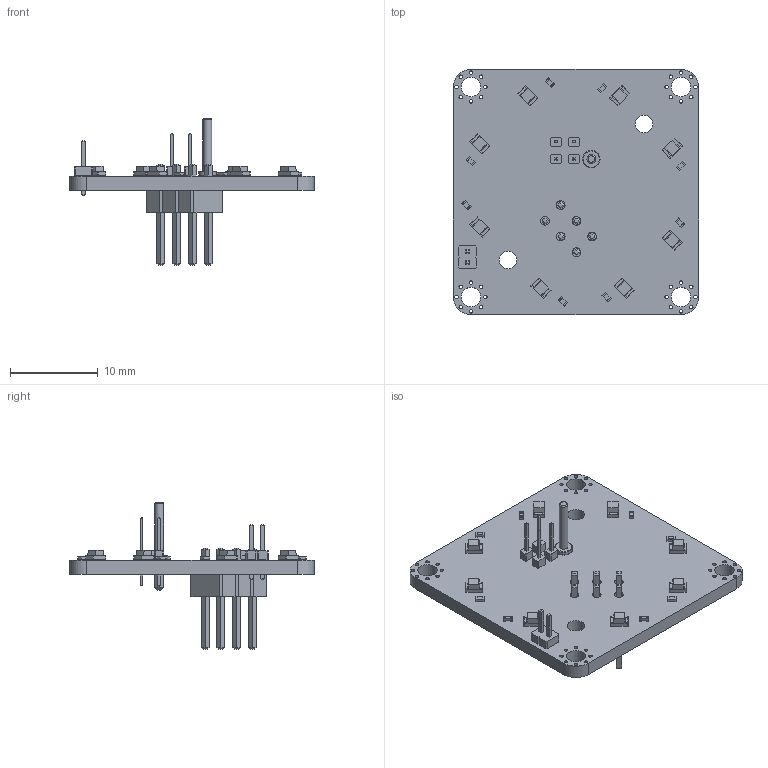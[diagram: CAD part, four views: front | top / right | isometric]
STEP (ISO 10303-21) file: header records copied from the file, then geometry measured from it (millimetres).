
FILE_DESCRIPTION(('KiCad electronic assembly'),'2;1');
FILE_NAME('Illum.step','2021-01-26T14:47:17',('An Author'),('A Company') ,'Open CASCADE STEP processor 6.9','KiCad to STEP converter','Unknown' );
FILE_SCHEMA(('AUTOMOTIVE_DESIGN { 1 0 10303 214 1 1 1 1 }'));
Length unit declared in the file: millimetre
Products named in the file (14): Open CASCADE STEP translator 6.9 1; Pin_D1.0mm_L10.0mm; SOLID; PinHeader_1x01_P1.00mm_Vertical; PinHeader_1x02_P1.27mm_Vertical; PinHeader_2x03_P2.54mm_Vertical; R_0402_1005Metric; LED_0805_2012Metric; COMPOUND
Assembly tree (30 placements, depth 3):
  Open CASCADE STEP translator 6.9 1
    Pin_D1.0mm_L10.0mm
      SOLID
    PinHeader_1x01_P1.00mm_Vertical  x4
      SOLID
    PinHeader_1x02_P1.27mm_Vertical
      SOLID
    PinHeader_2x03_P2.54mm_Vertical
      SOLID
    R_0402_1005Metric  x8
      SOLID
    LED_0805_2012Metric  x8
      SOLID
    COMPOUND
Bounding box: 28 x 28 x 16.74 mm (x, y, z)
Volume: 1357.9 mm3; surface area: 2365 mm2
Topology: 24 solids, 24 shells, 980 faces, 2495 edges, 1597 vertices
Faces by surface type: plane 792, cylinder 185, torus 3
Full cylindrical faces by diameter (mm): 0.4 x32, 0.5 x5, 0.65 x2, 1 x7, 2 x3, 2.2 x4
Entity records: 24854 total; most frequent: CARTESIAN_POINT 3746, DIRECTION 3614, LINE 2390, VECTOR 2390, ORIENTED_EDGE 1792, PCURVE 1792, DEFINITIONAL_REPRESENTATION 1792, EDGE_CURVE 896
